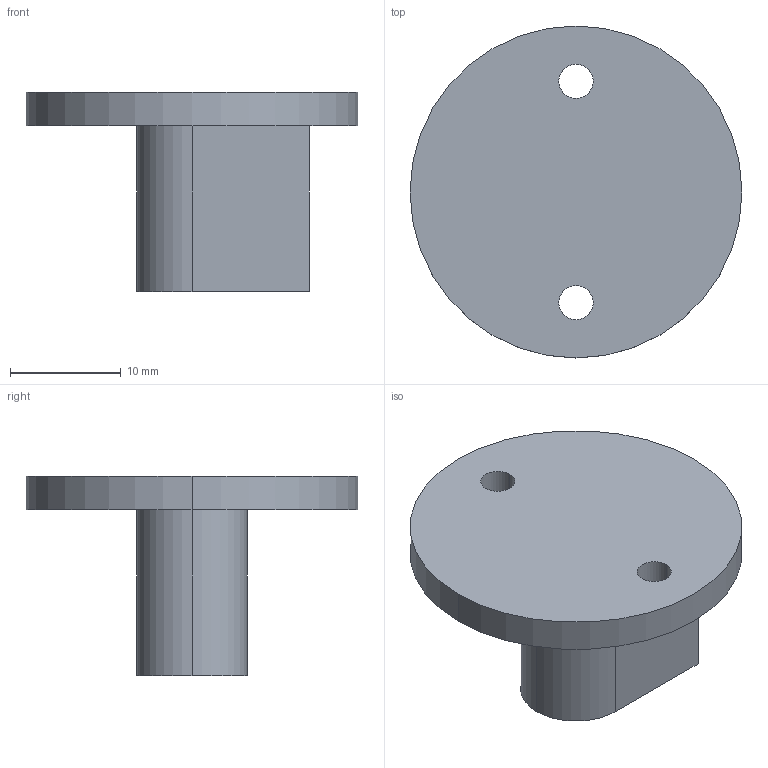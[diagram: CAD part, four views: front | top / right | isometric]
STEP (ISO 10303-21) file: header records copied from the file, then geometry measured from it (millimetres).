
FILE_DESCRIPTION (( 'STEP AP214' ), '1' );
FILE_NAME ('motor_wheel_coupling.STEP', '2022-11-02T23:42:34', ( '' ), ( '' ), 'SwSTEP 2.0', 'SolidWorks 2021', '' );
FILE_SCHEMA (( 'AUTOMOTIVE_DESIGN' ));
Length unit declared in the file: millimetre
Products named in the file (1): motor_wheel_coupling
Bounding box: 30 x 30 x 18 mm (x, y, z)
Volume: 3771.1 mm3; surface area: 2835.6 mm2
Topology: 1 solids, 1 shells, 26 faces, 64 edges, 42 vertices
Faces by surface type: cylinder 14, plane 12
Entity records: 874 total; most frequent: CARTESIAN_POINT 183, DIRECTION 142, ORIENTED_EDGE 128, EDGE_CURVE 64, AXIS2_PLACEMENT_3D 53, VERTEX_POINT 42, EDGE_LOOP 36, VECTOR 36
